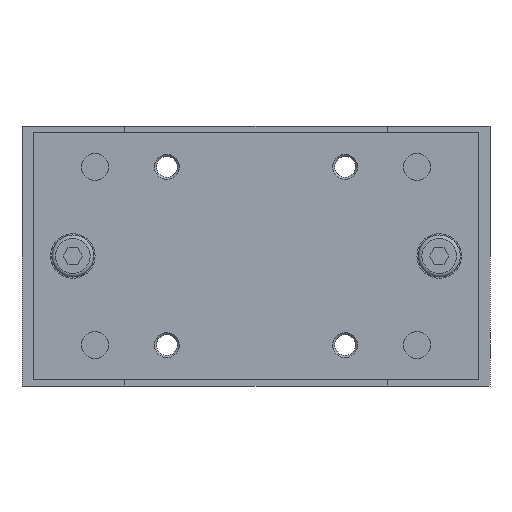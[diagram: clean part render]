
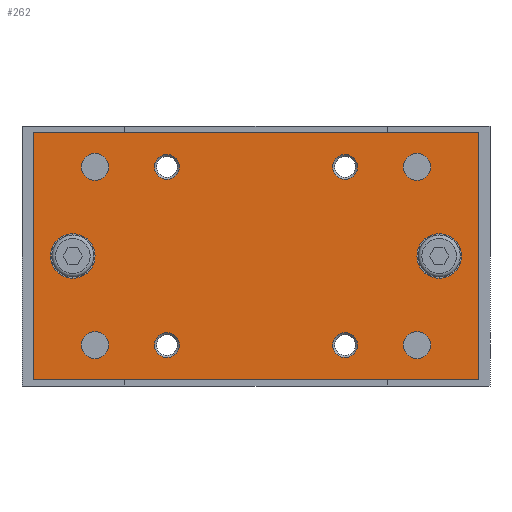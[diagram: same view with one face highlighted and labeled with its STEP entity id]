
A CAD part, left-side view. The second image highlights one B-rep face of the part: STEP entity #262.
In plain terms, the highlighted planar face has unit normal (-1, 0, 0).
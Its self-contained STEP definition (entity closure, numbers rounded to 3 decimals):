
#262 = ADVANCED_FACE( '', ( #724, #725, #726, #727, #728, #729, #730, #731, #732, #733, #734 ), #735, .F. );
#724 = FACE_BOUND( '', #1501, .T. );
#725 = FACE_BOUND( '', #1502, .T. );
#726 = FACE_BOUND( '', #1503, .T. );
#727 = FACE_BOUND( '', #1504, .T. );
#728 = FACE_BOUND( '', #1505, .T. );
#729 = FACE_BOUND( '', #1506, .T. );
#730 = FACE_BOUND( '', #1507, .T. );
#731 = FACE_BOUND( '', #1508, .T. );
#732 = FACE_BOUND( '', #1509, .T. );
#733 = FACE_BOUND( '', #1510, .T. );
#734 = FACE_OUTER_BOUND( '', #1511, .T. );
#735 = PLANE( '', #1512 );
#1501 = EDGE_LOOP( '', ( #2333 ) );
#1502 = EDGE_LOOP( '', ( #2334 ) );
#1503 = EDGE_LOOP( '', ( #2335 ) );
#1504 = EDGE_LOOP( '', ( #2336 ) );
#1505 = EDGE_LOOP( '', ( #2337 ) );
#1506 = EDGE_LOOP( '', ( #2338 ) );
#1507 = EDGE_LOOP( '', ( #2339 ) );
#1508 = EDGE_LOOP( '', ( #2340 ) );
#1509 = EDGE_LOOP( '', ( #2341 ) );
#1510 = EDGE_LOOP( '', ( #2342 ) );
#1511 = EDGE_LOOP( '', ( #2343, #2344, #2345, #2346 ) );
#1512 = AXIS2_PLACEMENT_3D( '', #2347, #2348, #2349 );
#2333 = ORIENTED_EDGE( '', *, *, #4085, .F. );
#2334 = ORIENTED_EDGE( '', *, *, #4060, .F. );
#2335 = ORIENTED_EDGE( '', *, *, #4086, .T. );
#2336 = ORIENTED_EDGE( '', *, *, #4087, .T. );
#2337 = ORIENTED_EDGE( '', *, *, #4088, .T. );
#2338 = ORIENTED_EDGE( '', *, *, #4089, .T. );
#2339 = ORIENTED_EDGE( '', *, *, #4090, .T. );
#2340 = ORIENTED_EDGE( '', *, *, #4091, .T. );
#2341 = ORIENTED_EDGE( '', *, *, #4092, .T. );
#2342 = ORIENTED_EDGE( '', *, *, #4093, .T. );
#2343 = ORIENTED_EDGE( '', *, *, #4094, .T. );
#2344 = ORIENTED_EDGE( '', *, *, #4095, .F. );
#2345 = ORIENTED_EDGE( '', *, *, #4096, .F. );
#2346 = ORIENTED_EDGE( '', *, *, #4097, .T. );
#2347 = CARTESIAN_POINT( '', ( -132., 90., 50. ) );
#2348 = DIRECTION( '', ( 1., 0., 0. ) );
#2349 = DIRECTION( '', ( 0., 0., -1. ) );
#4060 = EDGE_CURVE( '', #4786, #4786, #4787, .F. );
#4085 = EDGE_CURVE( '', #4832, #4832, #4833, .F. );
#4086 = EDGE_CURVE( '', #4834, #4834, #4835, .T. );
#4087 = EDGE_CURVE( '', #4836, #4836, #4837, .T. );
#4088 = EDGE_CURVE( '', #4838, #4838, #4839, .T. );
#4089 = EDGE_CURVE( '', #4840, #4840, #4841, .T. );
#4090 = EDGE_CURVE( '', #4842, #4842, #4843, .T. );
#4091 = EDGE_CURVE( '', #4844, #4844, #4845, .T. );
#4092 = EDGE_CURVE( '', #4846, #4846, #4847, .T. );
#4093 = EDGE_CURVE( '', #4848, #4848, #4849, .T. );
#4094 = EDGE_CURVE( '', #4850, #4851, #4852, .T. );
#4095 = EDGE_CURVE( '', #4853, #4851, #4854, .T. );
#4096 = EDGE_CURVE( '', #4855, #4853, #4856, .T. );
#4097 = EDGE_CURVE( '', #4855, #4850, #4857, .T. );
#4786 = VERTEX_POINT( '', #5828 );
#4787 = CIRCLE( '', #5829, 9. );
#4832 = VERTEX_POINT( '', #5886 );
#4833 = CIRCLE( '', #5887, 9. );
#4834 = VERTEX_POINT( '', #5888 );
#4835 = CIRCLE( '', #5889, 5. );
#4836 = VERTEX_POINT( '', #5890 );
#4837 = CIRCLE( '', #5891, 5. );
#4838 = VERTEX_POINT( '', #5892 );
#4839 = CIRCLE( '', #5893, 5.5 );
#4840 = VERTEX_POINT( '', #5894 );
#4841 = CIRCLE( '', #5895, 5.5 );
#4842 = VERTEX_POINT( '', #5896 );
#4843 = CIRCLE( '', #5897, 5. );
#4844 = VERTEX_POINT( '', #5898 );
#4845 = CIRCLE( '', #5899, 5. );
#4846 = VERTEX_POINT( '', #5900 );
#4847 = CIRCLE( '', #5901, 5.5 );
#4848 = VERTEX_POINT( '', #5902 );
#4849 = CIRCLE( '', #5903, 5.5 );
#4850 = VERTEX_POINT( '', #5904 );
#4851 = VERTEX_POINT( '', #5905 );
#4852 = LINE( '', #5906, #5907 );
#4853 = VERTEX_POINT( '', #5908 );
#4854 = LINE( '', #5909, #5910 );
#4855 = VERTEX_POINT( '', #5911 );
#4856 = LINE( '', #5912, #5913 );
#4857 = LINE( '', #5914, #5915 );
#5828 = CARTESIAN_POINT( '', ( -132., 74., -9. ) );
#5829 = AXIS2_PLACEMENT_3D( '', #7090, #7091, #7092 );
#5886 = CARTESIAN_POINT( '', ( -132., -74., -9. ) );
#5887 = AXIS2_PLACEMENT_3D( '', #7129, #7130, #7131 );
#5888 = CARTESIAN_POINT( '', ( -132., -36., -41. ) );
#5889 = AXIS2_PLACEMENT_3D( '', #7132, #7133, #7134 );
#5890 = CARTESIAN_POINT( '', ( -132., 36., -41. ) );
#5891 = AXIS2_PLACEMENT_3D( '', #7135, #7136, #7137 );
#5892 = CARTESIAN_POINT( '', ( -132., -65., -41.5 ) );
#5893 = AXIS2_PLACEMENT_3D( '', #7138, #7139, #7140 );
#5894 = CARTESIAN_POINT( '', ( -132., 65., -41.5 ) );
#5895 = AXIS2_PLACEMENT_3D( '', #7141, #7142, #7143 );
#5896 = CARTESIAN_POINT( '', ( -132., -36., 31. ) );
#5897 = AXIS2_PLACEMENT_3D( '', #7144, #7145, #7146 );
#5898 = CARTESIAN_POINT( '', ( -132., 36., 31. ) );
#5899 = AXIS2_PLACEMENT_3D( '', #7147, #7148, #7149 );
#5900 = CARTESIAN_POINT( '', ( -132., -65., 30.5 ) );
#5901 = AXIS2_PLACEMENT_3D( '', #7150, #7151, #7152 );
#5902 = CARTESIAN_POINT( '', ( -132., 65., 30.5 ) );
#5903 = AXIS2_PLACEMENT_3D( '', #7153, #7154, #7155 );
#5904 = CARTESIAN_POINT( '', ( -132., 90., -50. ) );
#5905 = CARTESIAN_POINT( '', ( -132., -90., -50. ) );
#5906 = CARTESIAN_POINT( '', ( -132., 90., -50. ) );
#5907 = VECTOR( '', #7156, 1000. );
#5908 = CARTESIAN_POINT( '', ( -132., -90., 50. ) );
#5909 = CARTESIAN_POINT( '', ( -132., -90., 50. ) );
#5910 = VECTOR( '', #7157, 1000. );
#5911 = CARTESIAN_POINT( '', ( -132., 90., 50. ) );
#5912 = CARTESIAN_POINT( '', ( -132., 90., 50. ) );
#5913 = VECTOR( '', #7158, 1000. );
#5914 = CARTESIAN_POINT( '', ( -132., 90., 50. ) );
#5915 = VECTOR( '', #7159, 1000. );
#7090 = CARTESIAN_POINT( '', ( -132., 74., 0. ) );
#7091 = DIRECTION( '', ( 1., 0., 0. ) );
#7092 = DIRECTION( '', ( 0., 0., -1. ) );
#7129 = CARTESIAN_POINT( '', ( -132., -74., 0. ) );
#7130 = DIRECTION( '', ( 1., 0., 0. ) );
#7131 = DIRECTION( '', ( 0., 0., -1. ) );
#7132 = CARTESIAN_POINT( '', ( -132., -36., -36. ) );
#7133 = DIRECTION( '', ( 1., 0., 0. ) );
#7134 = DIRECTION( '', ( 0., 0., -1. ) );
#7135 = CARTESIAN_POINT( '', ( -132., 36., -36. ) );
#7136 = DIRECTION( '', ( 1., 0., 0. ) );
#7137 = DIRECTION( '', ( 0., 0., -1. ) );
#7138 = CARTESIAN_POINT( '', ( -132., -65., -36. ) );
#7139 = DIRECTION( '', ( 1., 0., 0. ) );
#7140 = DIRECTION( '', ( 0., 0., -1. ) );
#7141 = CARTESIAN_POINT( '', ( -132., 65., -36. ) );
#7142 = DIRECTION( '', ( 1., 0., 0. ) );
#7143 = DIRECTION( '', ( 0., 0., -1. ) );
#7144 = CARTESIAN_POINT( '', ( -132., -36., 36. ) );
#7145 = DIRECTION( '', ( 1., 0., 0. ) );
#7146 = DIRECTION( '', ( 0., 0., -1. ) );
#7147 = CARTESIAN_POINT( '', ( -132., 36., 36. ) );
#7148 = DIRECTION( '', ( 1., 0., 0. ) );
#7149 = DIRECTION( '', ( 0., 0., -1. ) );
#7150 = CARTESIAN_POINT( '', ( -132., -65., 36. ) );
#7151 = DIRECTION( '', ( 1., 0., 0. ) );
#7152 = DIRECTION( '', ( 0., 0., -1. ) );
#7153 = CARTESIAN_POINT( '', ( -132., 65., 36. ) );
#7154 = DIRECTION( '', ( 1., 0., 0. ) );
#7155 = DIRECTION( '', ( 0., 0., -1. ) );
#7156 = DIRECTION( '', ( 0., -1., 0. ) );
#7157 = DIRECTION( '', ( 0., 0., -1. ) );
#7158 = DIRECTION( '', ( 0., -1., 0. ) );
#7159 = DIRECTION( '', ( 0., 0., -1. ) );
